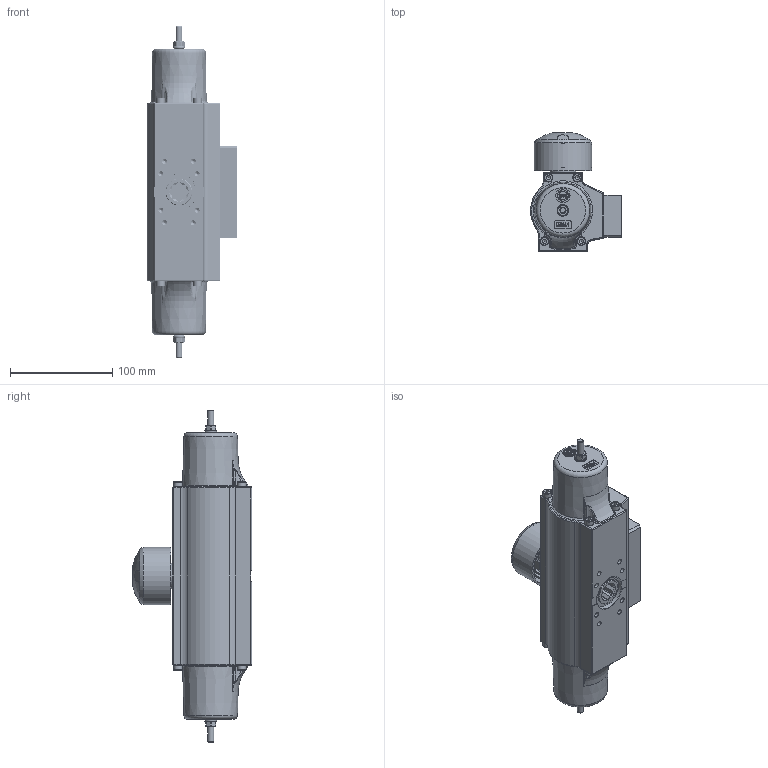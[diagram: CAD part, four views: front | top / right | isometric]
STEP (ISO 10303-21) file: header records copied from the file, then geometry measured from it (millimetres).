
FILE_DESCRIPTION(/* description */ (''),/* implementation_level */ '2;1');
FILE_NAME(/* name */ 'EB5_1 - SYS F05.stp',/* time_stamp */ '2017-11-22T08:43:18+01:00',/* author */ ('Brumpreuksch'),/* organization */ (''),/* preprocessor_version */ 'ST-DEVELOPER v16.5',/* originating_system */ 'Autodesk Inventor 2017',/* authorisation */ '');
FILE_SCHEMA (('AUTOMOTIVE_DESIGN { 1 0 10303 214 3 1 1 }'));
Length unit declared in the file: millimetre
Products named in the file (1): EB5_1 - SYS F05
Bounding box: 88.5 x 116.5 x 324 mm (x, y, z)
Volume: 707202.3 mm3; surface area: 307548 mm2
Topology: 5 solids, 47 shells, 4183 faces, 10430 edges, 6159 vertices
Faces by surface type: plane 1349, cylinder 1053, bspline 796, torus 418, sphere 322, cone 245
Full cylindrical faces by diameter (mm): 1.7 x2, 2 x10, 3 x4, 4.134 x16, 4.2 x1, 4.917 x11, 5 x11, 5.5 x9, 6 x19, 6.05 x2, 6.6 x2, 8.5 x8, 9 x2, 10 x6, 10.295 x2, 11 x4, 11.4 x2, 11.45 x2, 12 x2, 12.4 x4, 13.2 x1, 13.5 x1, 14 x7, 14.12 x1, 14.2 x1, 16.5 x1, 17 x4, 17.2 x3, 17.5 x1, 18 x2
Entity records: 150258 total; most frequent: CARTESIAN_POINT 52649, DIRECTION 19371, ORIENTED_EDGE 19252, EDGE_CURVE 9618, AXIS2_PLACEMENT_3D 7819, VERTEX_POINT 5956, EDGE_LOOP 4827, FACE_OUTER_BOUND 4181
